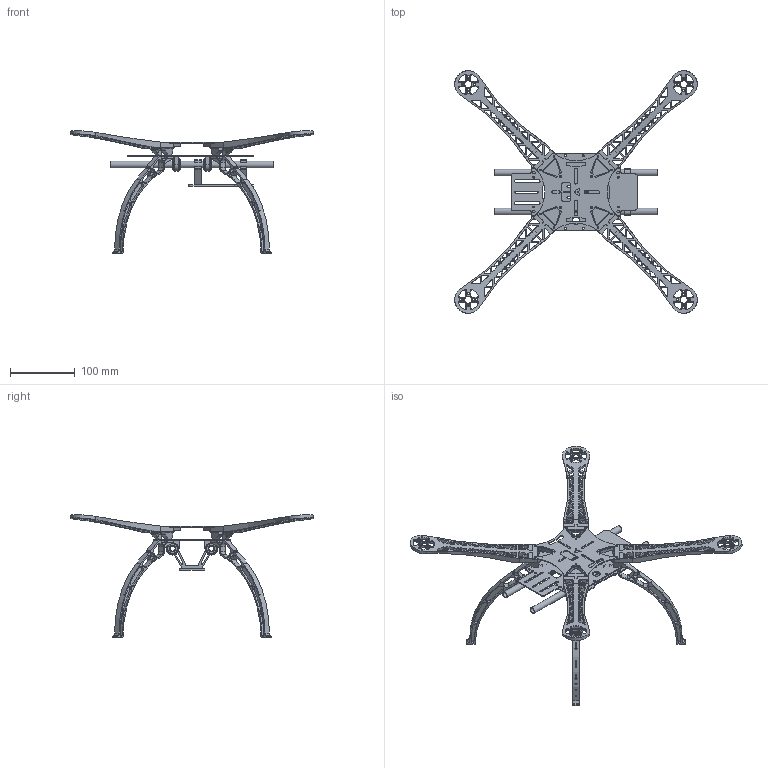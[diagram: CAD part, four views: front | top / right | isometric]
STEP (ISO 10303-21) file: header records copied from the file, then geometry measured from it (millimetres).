
FILE_DESCRIPTION(/* description */ (''),/* implementation_level */ '2;1');
FILE_NAME(/* name */ 'S500 Frame.stp',/* time_stamp */ '2020-07-07T21:00:08-04:00',/* author */ ('ljubi'),/* organization */ (''),/* preprocessor_version */ 'ST-DEVELOPER v18.1',/* originating_system */ 'Autodesk Inventor 2021',/* authorisation */ '');
FILE_SCHEMA (('AUTOMOTIVE_DESIGN { 1 0 10303 214 3 1 1 }'));
Length unit declared in the file: millimetre
Products named in the file (11): S500 Frame; Bottom Plate; Rail Support; Rail Support Grommet; Rail; Battery Plate Support; Battery Plate; Arm - White; Arm - Blue; Top Plate; Leg
Assembly tree (23 placements, depth 2):
  S500 Frame
    Bottom Plate
    Rail Support  x4
    Rail Support Grommet  x4
    Rail  x2
    Battery Plate Support  x2
    Battery Plate
    Arm - White  x2
    Arm - Blue  x2
    Top Plate
    Leg  x4
Bounding box: 374.51 x 374.51 x 189.26 mm (x, y, z)
Volume: 259016.8 mm3; surface area: 248096.5 mm2
Topology: 23 solids, 23 shells, 2126 faces, 6370 edges, 4322 vertices
Faces by surface type: cylinder 1204, plane 910, torus 8, cone 4
Full cylindrical faces by diameter (mm): 2.5 x36, 2.8 x25, 3 x12, 3.2 x8, 3.3 x40, 4 x12, 7.8 x2, 10 x6, 11 x4, 12 x1, 13 x8, 18 x8, 36 x4
Entity records: 38238 total; most frequent: CARTESIAN_POINT 6877, DIRECTION 6685, ORIENTED_EDGE 6430, EDGE_CURVE 3215, AXIS2_PLACEMENT_3D 2440, VERTEX_POINT 2184, LINE 1805, VECTOR 1805
